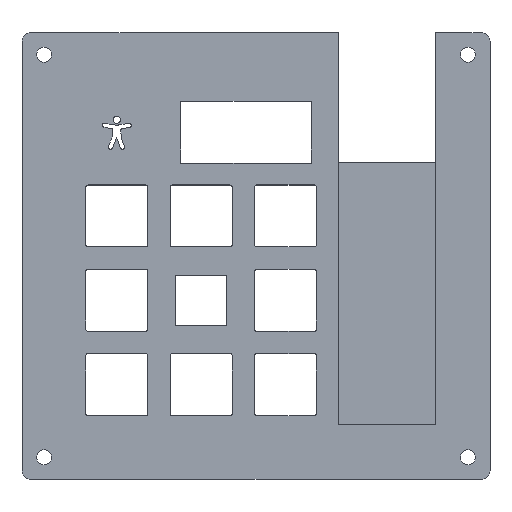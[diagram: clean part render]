
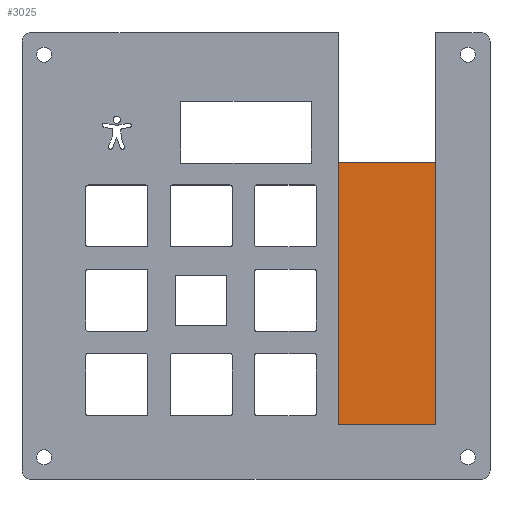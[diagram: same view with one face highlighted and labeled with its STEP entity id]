
A CAD part, top view. The second image highlights one B-rep face of the part: STEP entity #3025.
In plain terms, the highlighted planar face has unit normal (0, 0, 1).
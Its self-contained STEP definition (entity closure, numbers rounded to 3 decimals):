
#165=PLANE('',#3326);
#327=FACE_OUTER_BOUND('',#518,.T.);
#518=EDGE_LOOP('',(#2792,#2793,#2794,#2795));
#785=LINE('',#5252,#1060);
#793=LINE('',#5267,#1068);
#794=LINE('',#5269,#1069);
#795=LINE('',#5270,#1070);
#1060=VECTOR('',#4158,10.);
#1068=VECTOR('',#4170,10.);
#1069=VECTOR('',#4173,10.);
#1070=VECTOR('',#4174,10.);
#1485=VERTEX_POINT('',#5248);
#1487=VERTEX_POINT('',#5251);
#1491=VERTEX_POINT('',#5263);
#1492=VERTEX_POINT('',#5265);
#1919=EDGE_CURVE('',#1485,#1487,#785,.T.);
#1927=EDGE_CURVE('',#1491,#1492,#793,.T.);
#1928=EDGE_CURVE('',#1491,#1485,#794,.T.);
#1929=EDGE_CURVE('',#1487,#1492,#795,.T.);
#2792=ORIENTED_EDGE('',*,*,#1928,.F.);
#2793=ORIENTED_EDGE('',*,*,#1927,.T.);
#2794=ORIENTED_EDGE('',*,*,#1929,.F.);
#2795=ORIENTED_EDGE('',*,*,#1919,.F.);
#3025=ADVANCED_FACE('',(#327),#165,.T.);
#3326=AXIS2_PLACEMENT_3D('',#5268,#4171,#4172);
#4158=DIRECTION('',(0.,1.,0.));
#4170=DIRECTION('',(0.,1.,0.));
#4171=DIRECTION('center_axis',(0.,0.,
1.));
#4172=DIRECTION('ref_axis',(1.,0.,0.));
#4173=DIRECTION('',(-1.,0.,0.));
#4174=DIRECTION('',(1.,0.,0.));
#5248=CARTESIAN_POINT('',(54.969,-72.963,0.));
#5251=CARTESIAN_POINT('',(54.969,-13.963,0.));
#5252=CARTESIAN_POINT('',(54.969,-72.963,0.));
#5263=CARTESIAN_POINT('',(76.892,-72.963,0.));
#5265=CARTESIAN_POINT('',(76.892,-13.963,0.));
#5267=CARTESIAN_POINT('',(76.892,-72.963,0.));
#5268=CARTESIAN_POINT('Origin',(54.969,-72.963,0.));
#5269=CARTESIAN_POINT('',(56.627,-72.963,0.));
#5270=CARTESIAN_POINT('',(56.627,-13.963,0.));
